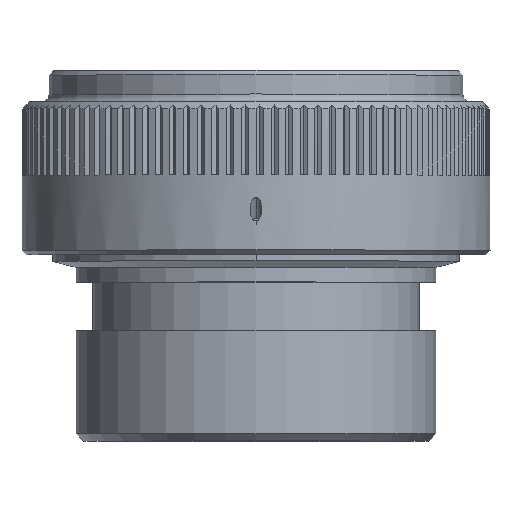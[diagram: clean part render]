
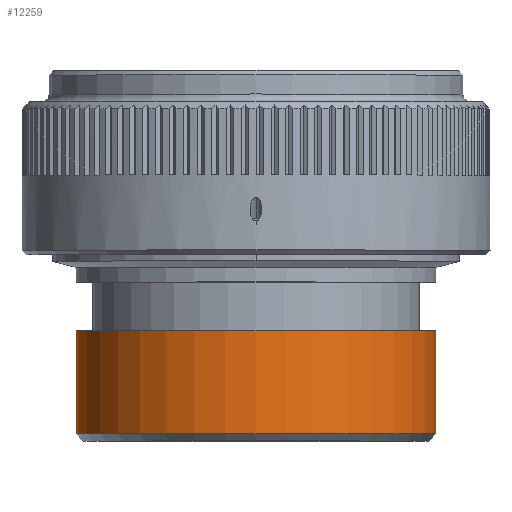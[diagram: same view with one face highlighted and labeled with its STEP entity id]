
A CAD part, top view. The second image highlights one B-rep face of the part: STEP entity #12259.
In plain terms, the highlighted cylindrical face has radius 12.23 mm (diameter 24.46 mm), a partial arc.
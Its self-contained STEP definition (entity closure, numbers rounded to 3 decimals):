
#1939=CARTESIAN_POINT('',(0.,-4.51,0.));
#1940=DIRECTION('',(0.,1.,0.));
#1941=DIRECTION('',(-1.,0.,0.));
#1942=AXIS2_PLACEMENT_3D('',#1939,#1940,#1941);
#1944=DIRECTION('',(0.,1.,0.));
#1945=VECTOR('',#1944,7.);
#1946=CARTESIAN_POINT('',(-12.23,-4.51,
0.));
#1947=LINE('',#1946,#1945);
#1948=CARTESIAN_POINT('',(0.,2.49,0.));
#1949=DIRECTION('',(0.,1.,0.));
#1950=DIRECTION('',(-1.,0.,0.));
#1951=AXIS2_PLACEMENT_3D('',#1948,#1949,#1950);
#1953=DIRECTION('',(0.,1.,0.));
#1954=VECTOR('',#1953,7.);
#1955=CARTESIAN_POINT('',(12.23,-4.51,
0.));
#1956=LINE('',#1955,#1954);
#8439=CARTESIAN_POINT('',(-12.23,-4.51,0.));
#8440=CARTESIAN_POINT('',(12.23,-4.51,0.));
#8441=VERTEX_POINT('',#8439);
#8442=VERTEX_POINT('',#8440);
#8740=CARTESIAN_POINT('',(12.23,2.49,0.));
#8741=CARTESIAN_POINT('',(-12.23,2.49,0.));
#8742=VERTEX_POINT('',#8740);
#8743=VERTEX_POINT('',#8741);
#12245=CARTESIAN_POINT('',(0.,-49.245,0.));
#12246=DIRECTION('',(0.,1.,0.));
#12247=DIRECTION('',(1.,0.,0.));
#12248=AXIS2_PLACEMENT_3D('',#12245,#12246,#12247);
#12249=CYLINDRICAL_SURFACE('',#12248,12.23);
#12250=ORIENTED_EDGE('',*,*,#12219,.F.);
#12252=ORIENTED_EDGE('',*,*,#12251,.T.);
#12254=ORIENTED_EDGE('',*,*,#12253,.T.);
#12256=ORIENTED_EDGE('',*,*,#12255,.F.);
#12257=EDGE_LOOP('',(#12250,#12252,#12254,#12256));
#12258=FACE_OUTER_BOUND('',#12257,.F.);
#12259=ADVANCED_FACE('',(#12258),#12249,.T.);
#1943=CIRCLE('',#1942,12.23);
#1952=CIRCLE('',#1951,12.23);
#12219=EDGE_CURVE('',#8441,#8442,#1943,.T.);
#12251=EDGE_CURVE('',#8441,#8743,#1947,.T.);
#12253=EDGE_CURVE('',#8743,#8742,#1952,.T.);
#12255=EDGE_CURVE('',#8442,#8742,#1956,.T.);
